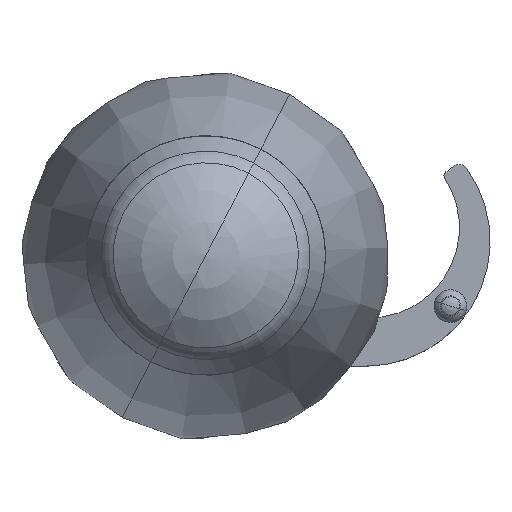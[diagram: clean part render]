
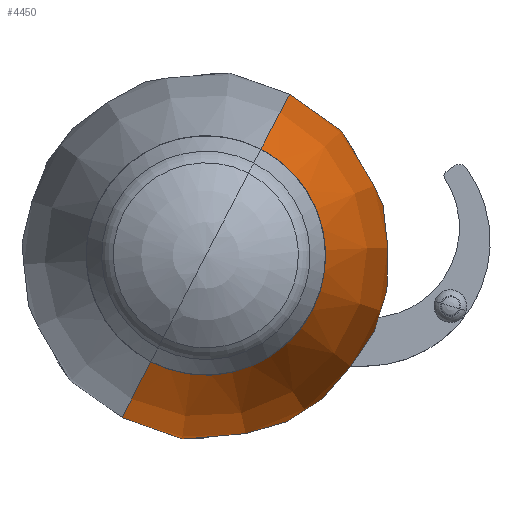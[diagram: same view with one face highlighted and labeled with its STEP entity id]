
A CAD part, top view. The second image highlights one B-rep face of the part: STEP entity #4450.
In plain terms, the highlighted face is a revolution surface.
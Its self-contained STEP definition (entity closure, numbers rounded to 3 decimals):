
#4002=AXIS2_PLACEMENT_3D('Circle Axis2P3D',#4000,#4001,$) ;
#4421=AXIS2_PLACEMENT_3D('Circle Axis2P3D',#4419,#4420,$) ;
#3997=CARTESIAN_POINT('Vertex',(26.503,32.611,188.13)) ;
#4000=CARTESIAN_POINT('Axis2P3D Location',(19.947,19.947,188.13)) ;
#4004=CARTESIAN_POINT('Vertex',(13.391,7.283,188.13)) ;
#4409=CARTESIAN_POINT('Control Point',(9.214,12.712,252.279)) ;
#4410=CARTESIAN_POINT('Control Point',(4.862,9.779,240.208)) ;
#4411=CARTESIAN_POINT('Control Point',(2.46,8.159,227.114)) ;
#4412=CARTESIAN_POINT('Control Point',(2.23,8.004,213.609)) ;
#4413=CARTESIAN_POINT('Control Point',(4.185,9.322,200.407)) ;
#4414=CARTESIAN_POINT('Control Point',(8.122,11.976,188.13)) ;
#4415=CARTESIAN_POINT('Axis1P Location',(19.947,19.947,196.181)) ;
#4419=CARTESIAN_POINT('Axis2P3D Location',(19.947,19.947,252.279)) ;
#4423=CARTESIAN_POINT('Vertex',(13.996,8.452,252.279)) ;
#4425=CARTESIAN_POINT('Vertex',(25.898,31.442,252.279)) ;
#4429=CARTESIAN_POINT('Control Point',(13.996,8.452,252.279)) ;
#4430=CARTESIAN_POINT('Control Point',(11.584,3.791,240.208)) ;
#4431=CARTESIAN_POINT('Control Point',(10.252,1.218,227.114)) ;
#4432=CARTESIAN_POINT('Control Point',(10.124,0.972,213.609)) ;
#4433=CARTESIAN_POINT('Control Point',(11.208,3.066,200.407)) ;
#4434=CARTESIAN_POINT('Control Point',(13.391,7.283,188.13)) ;
#4437=CARTESIAN_POINT('Control Point',(25.898,31.442,252.279)) ;
#4438=CARTESIAN_POINT('Control Point',(28.31,36.103,240.208)) ;
#4439=CARTESIAN_POINT('Control Point',(29.642,38.676,227.114)) ;
#4440=CARTESIAN_POINT('Control Point',(29.77,38.922,213.609)) ;
#4441=CARTESIAN_POINT('Control Point',(28.686,36.828,200.407)) ;
#4442=CARTESIAN_POINT('Control Point',(26.503,32.611,188.13)) ;
#4001=DIRECTION('Axis2P3D Direction',(0.,0.,1.)) ;
#4416=DIRECTION('Axis1P Direction',(0.,0.,1.)) ;
#4420=DIRECTION('Axis2P3D Direction',(0.,0.,1.)) ;
#4417=AXIS1_PLACEMENT('Revolution Surface Axis1P',#4415,#4416) ;
#4445=ORIENTED_EDGE('',*,*,#4427,.F.) ;
#4446=ORIENTED_EDGE('',*,*,#4435,.T.) ;
#4447=ORIENTED_EDGE('',*,*,#4006,.T.) ;
#4448=ORIENTED_EDGE('',*,*,#4443,.F.) ;
#4450=ADVANCED_FACE('Hauptk\X2\00F6\X0\rper',(#4449),#4418,.F.) ;
#4408=B_SPLINE_CURVE_WITH_KNOTS('',5,(#4409,#4410,#4411,#4412,#4413,#4414),.UNSPECIFIED.,.F.,.U.,(6,6),(98.044,163.859),.UNSPECIFIED.) ;
#4428=B_SPLINE_CURVE_WITH_KNOTS('',5,(#4429,#4430,#4431,#4432,#4433,#4434),.UNSPECIFIED.,.F.,.U.,(6,6),(98.044,163.859),.UNSPECIFIED.) ;
#4436=B_SPLINE_CURVE_WITH_KNOTS('',5,(#4437,#4438,#4439,#4440,#4441,#4442),.UNSPECIFIED.,.F.,.U.,(6,6),(98.044,163.859),.UNSPECIFIED.) ;
#4003=CIRCLE('generated circle',#4002,14.261) ;
#4422=CIRCLE('generated circle',#4421,12.944) ;
#4006=EDGE_CURVE('',#4005,#3998,#4003,.T.) ;
#4427=EDGE_CURVE('',#4424,#4426,#4422,.T.) ;
#4435=EDGE_CURVE('',#4424,#4005,#4428,.T.) ;
#4443=EDGE_CURVE('',#4426,#3998,#4436,.T.) ;
#4444=EDGE_LOOP('',(#4445,#4446,#4447,#4448)) ;
#4449=FACE_OUTER_BOUND('',#4444,.T.) ;
#4418=SURFACE_OF_REVOLUTION('Surface of Revolution',#4408,#4417) ;
#3998=VERTEX_POINT('',#3997) ;
#4005=VERTEX_POINT('',#4004) ;
#4424=VERTEX_POINT('',#4423) ;
#4426=VERTEX_POINT('',#4425) ;
